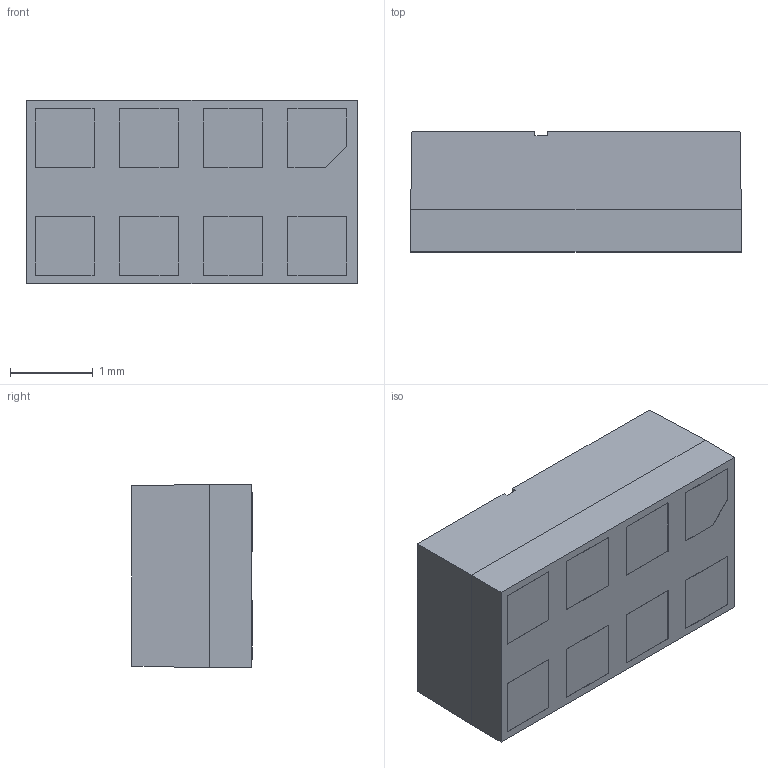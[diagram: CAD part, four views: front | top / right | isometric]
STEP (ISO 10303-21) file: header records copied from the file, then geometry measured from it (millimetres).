
FILE_DESCRIPTION (( 'STEP AP214' ), '1' );
FILE_NAME ('OPB9000_Final_part.STEP', '2020-11-05T17:22:16', ( '' ), ( '' ), 'SwSTEP 2.0', 'SolidWorks 2020', '' );
FILE_SCHEMA (( 'AUTOMOTIVE_DESIGN' ));
Length unit declared in the file: inch
Products named in the file (1): OPB9000_Final_part
Bounding box: 3.99 x 1.45 x 2.21 mm (x, y, z)
Volume: 11.9 mm3; surface area: 39.9 mm2
Topology: 1 solids, 1 shells, 61 faces, 139 edges, 92 vertices
Faces by surface type: plane 57, cylinder 2, sphere 2
Full cylindrical faces by diameter (mm): 1.168 x1, 1.27 x1
Entity records: 2051 total; most frequent: CARTESIAN_POINT 291, ORIENTED_EDGE 274, DIRECTION 267, EDGE_CURVE 137, LINE 131, VECTOR 131, VERTEX_POINT 92, EDGE_LOOP 75
